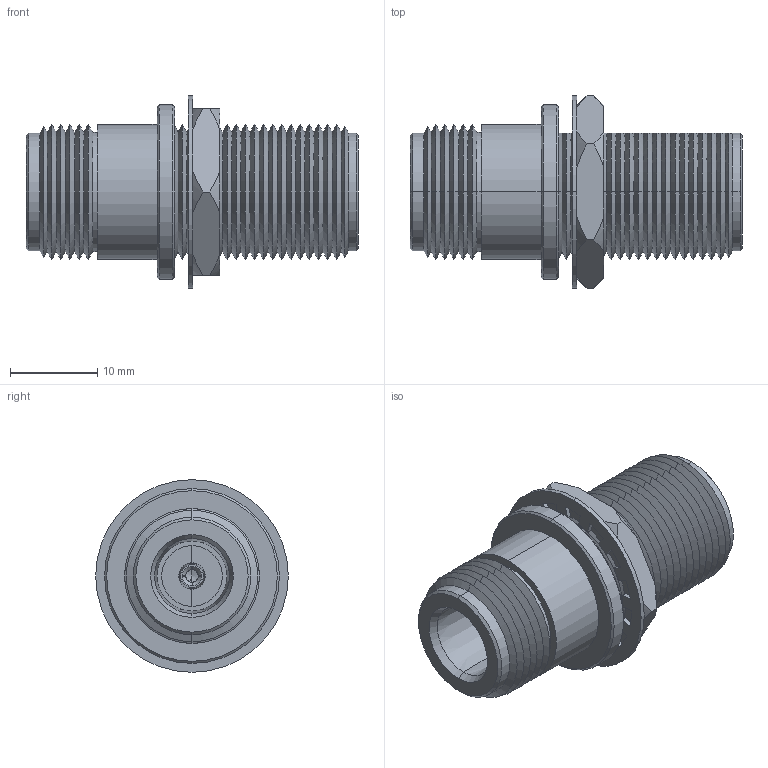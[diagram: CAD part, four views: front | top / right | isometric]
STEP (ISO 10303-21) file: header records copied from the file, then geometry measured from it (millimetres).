
FILE_DESCRIPTION (( 'STEP AP214' ), '1' );
FILE_NAME ('AXA-NFNFB2_3D.STEP', '2021-02-16T16:49:34', ( '' ), ( '' ), 'SwSTEP 2.0', 'SolidWorks 2018', '' );
FILE_SCHEMA (( 'AUTOMOTIVE_DESIGN' ));
Length unit declared in the file: millimetre
Products named in the file (4): 3AA02-017; LOCKWASH-INT.625; AXA-NFNFB2_3D; AXA-NFNFB2_body
Assembly tree (3 placements, depth 2):
  AXA-NFNFB2_3D
    AXA-NFNFB2_body
    LOCKWASH-INT.625
    3AA02-017
Bounding box: 38 x 22.05 x 22.05 mm (x, y, z)
Volume: 6026 mm3; surface area: 5012.7 mm2
Topology: 3 solids, 3 shells, 337 faces, 844 edges, 517 vertices
Faces by surface type: cone 210, plane 92, cylinder 35
Entity records: 11210 total; most frequent: CARTESIAN_POINT 2387, ORIENTED_EDGE 1680, DIRECTION 1671, EDGE_CURVE 840, AXIS2_PLACEMENT_3D 655, VERTEX_POINT 517, VECTOR 361, LINE 361
